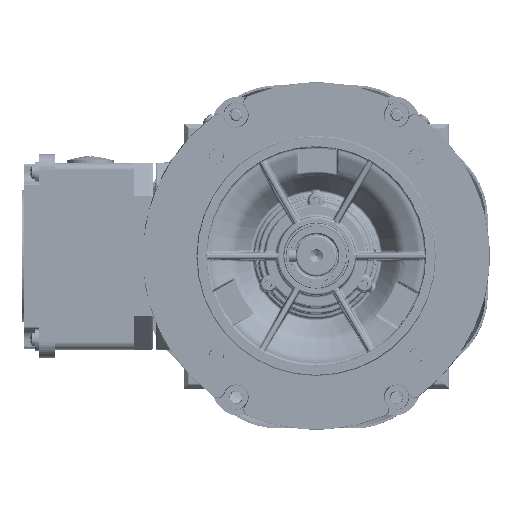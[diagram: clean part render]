
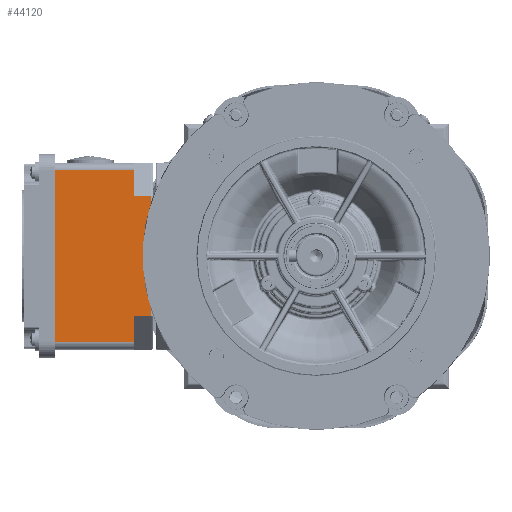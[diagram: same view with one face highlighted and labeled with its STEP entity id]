
A CAD part, top view. The second image highlights one B-rep face of the part: STEP entity #44120.
In plain terms, the highlighted planar face has unit normal (0, 0, 1).
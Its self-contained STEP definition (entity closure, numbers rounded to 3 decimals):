
#8188=FACE_BOUND('',#57009,.T.);
#8189=FACE_BOUND('',#57010,.T.);
#38871=PLANE('',#137111);
#44120=ADVANCED_FACE('3-0-113',(#8188,#8189),#38871,.T.);
#57009=EDGE_LOOP('',(#87602));
#57010=EDGE_LOOP('',(#87603,#87604,#87605,#87606,#87607,#87608,#87609,#87610));
#63103=CIRCLE('',#137110,0.05);
#87602=ORIENTED_EDGE('',*,*,#115637,.T.);
#87603=ORIENTED_EDGE('',*,*,#115638,.T.);
#87604=ORIENTED_EDGE('',*,*,#115639,.T.);
#87605=ORIENTED_EDGE('',*,*,#115640,.T.);
#87606=ORIENTED_EDGE('',*,*,#115641,.F.);
#87607=ORIENTED_EDGE('',*,*,#115615,.T.);
#87608=ORIENTED_EDGE('',*,*,#115629,.T.);
#87609=ORIENTED_EDGE('',*,*,#115633,.T.);
#87610=ORIENTED_EDGE('',*,*,#115634,.T.);
#99667=VERTEX_POINT('',#254273);
#99668=VERTEX_POINT('',#254275);
#99681=VERTEX_POINT('',#254302);
#99683=VERTEX_POINT('',#254309);
#99684=VERTEX_POINT('',#254313);
#99686=VERTEX_POINT('',#254319);
#99687=VERTEX_POINT('',#254321);
#99688=VERTEX_POINT('',#254323);
#99689=VERTEX_POINT('',#254325);
#115615=EDGE_CURVE('22-0-7:3-0-113',#99668,#99667,#121510,.T.);
#115629=EDGE_CURVE('3-0-113:3-0-177',#99667,#99681,#121517,.T.);
#115633=EDGE_CURVE('129-0-8:3-0-113',#99681,#99683,#121521,.T.);
#115634=EDGE_CURVE('129-0-1:3-0-113',#99683,#99684,#121522,.T.);
#115637=EDGE_CURVE('137-0-1:3-0-113',#99686,#99686,#63103,.T.);
#115638=EDGE_CURVE('157-0-26:3-0-113',#99684,#99687,#121525,.T.);
#115639=EDGE_CURVE('124-0-1:3-0-113',#99687,#99688,#121526,.T.);
#115640=EDGE_CURVE('124-0-8:3-0-113',#99688,#99689,#121527,.T.);
#115641=EDGE_CURVE('3-0-113:3-0-97',#99668,#99689,#121528,.T.);
#121510=LINE('',#254274,#126236);
#121517=LINE('',#254303,#126243);
#121521=LINE('',#254310,#126247);
#121522=LINE('',#254312,#126248);
#121525=LINE('',#254320,#126251);
#121526=LINE('',#254322,#126252);
#121527=LINE('',#254324,#126253);
#121528=LINE('',#254326,#126254);
#126236=VECTOR('',#161207,1.);
#126243=VECTOR('',#161230,1.);
#126247=VECTOR('',#161236,1.);
#126248=VECTOR('',#161239,1.);
#126251=VECTOR('',#161246,1.);
#126252=VECTOR('',#161247,1.);
#126253=VECTOR('',#161248,1.);
#126254=VECTOR('',#161249,1.);
#137110=AXIS2_PLACEMENT_3D('',#254318,#161244,#161245);
#137111=AXIS2_PLACEMENT_3D('',#254327,#161250,#161251);
#161207=DIRECTION('',(0.,-1.,0.));
#161230=DIRECTION('',(1.,0.,0.));
#161236=DIRECTION('',(0.,1.,0.));
#161239=DIRECTION('',(1.,0.,0.));
#161244=DIRECTION('',(0.,0.,-1.));
#161245=DIRECTION('',(1.,0.,0.));
#161246=DIRECTION('',(0.,1.,0.));
#161247=DIRECTION('',(-1.,0.,0.));
#161248=DIRECTION('',(0.,1.,0.));
#161249=DIRECTION('',(1.,0.,0.));
#161250=DIRECTION('',(0.,0.,1.));
#161251=DIRECTION('',(0.,-1.,0.));
#254273=CARTESIAN_POINT('',(-120.5,-39.5,29.));
#254274=CARTESIAN_POINT('',(-120.5,39.5,29.));
#254275=CARTESIAN_POINT('',(-120.5,39.5,29.));
#254302=CARTESIAN_POINT('',(-84.,-39.5,29.));
#254303=CARTESIAN_POINT('',(-120.5,-39.5,29.));
#254309=CARTESIAN_POINT('',(-84.,-27.711,29.));
#254310=CARTESIAN_POINT('',(-84.,-39.5,29.));
#254312=CARTESIAN_POINT('',(-84.,-27.711,29.));
#254313=CARTESIAN_POINT('',(-76.,-27.711,29.));
#254318=CARTESIAN_POINT('',(-94.5,12.94,29.));
#254319=CARTESIAN_POINT('',(-94.45,12.94,29.));
#254320=CARTESIAN_POINT('',(-76.,-27.711,29.));
#254321=CARTESIAN_POINT('',(-76.,27.711,29.));
#254322=CARTESIAN_POINT('',(-76.,27.711,29.));
#254323=CARTESIAN_POINT('',(-84.,27.711,29.));
#254324=CARTESIAN_POINT('',(-84.,27.711,29.));
#254325=CARTESIAN_POINT('',(-84.,39.5,29.));
#254326=CARTESIAN_POINT('',(-120.5,39.5,29.));
#254327=CARTESIAN_POINT('',(-120.5,39.5,29.));
